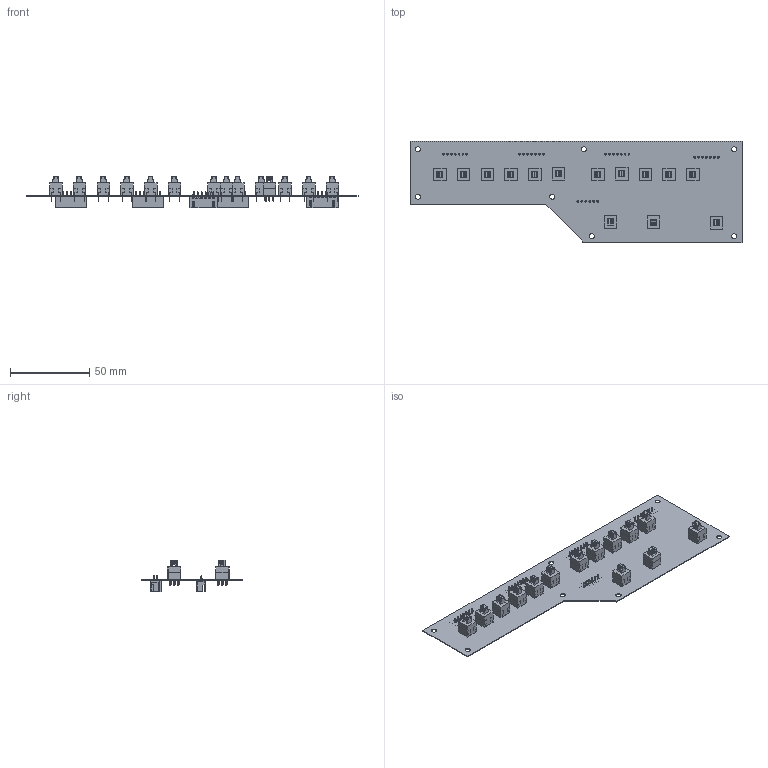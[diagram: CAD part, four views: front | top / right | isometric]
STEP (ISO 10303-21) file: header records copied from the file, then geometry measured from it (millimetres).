
FILE_DESCRIPTION(('Open CASCADE Model'),'2;1');
FILE_NAME('Open CASCADE Shape Model','2020-06-24T17:54:40',('Author'),( 'Open CASCADE'),'Open CASCADE STEP processor 6.8','Open CASCADE 6.8' ,'Unknown');
FILE_SCHEMA(('AUTOMOTIVE_DESIGN { 1 0 10303 214 1 1 1 1 }'));
Length unit declared in the file: millimetre
Products named in the file (28): PCB; Board; J7; User_Library-B7B-XH-A; J10; S1; MSwitch; sw; SW1; PIN; S4; S7; S9; S12; S14; J8; S3; S5; S8; S11; S13; J9; S2; S6; J11; User_Library-jst-b6b-xh-a; S10
Assembly tree (48 placements, depth 4):
  PCB
    Board
    J7
      User_Library-B7B-XH-A
    J10
      User_Library-B7B-XH-A
    S1
      MSwitch
        MSwitch
        sw
        SW1
        PIN  x6
    S4
      MSwitch
        MSwitch
        sw
        SW1
        PIN  x6
    S7
      MSwitch
        MSwitch
        sw
        SW1
        PIN  x6
    S9
      MSwitch
        MSwitch
        sw
        SW1
        PIN  x6
    S12
      MSwitch
        MSwitch
        sw
        SW1
        PIN  x6
    S14
      MSwitch
        MSwitch
        sw
        SW1
        PIN  x6
    J8
      User_Library-B7B-XH-A
    S3
      MSwitch
        MSwitch
        sw
        SW1
        PIN  x6
    S5
      MSwitch
        MSwitch
        sw
        SW1
        PIN  x6
    S8
      MSwitch
        MSwitch
        sw
Bounding box: 210 x 64 x 19.67 mm (x, y, z)
Volume: 12699 mm3; surface area: 39822.6 mm2
Topology: 128 solids, 160 shells, 2967 faces, 7627 edges, 5050 vertices
Faces by surface type: plane 2737, cylinder 230
Full cylindrical faces by diameter (mm): 0.6 x84, 0.9 x6, 1.2 x28, 3.2 x7
Entity records: 22501 total; most frequent: CARTESIAN_POINT 3392, DIRECTION 3273, ORIENTED_EDGE 3232, EDGE_CURVE 1651, LINE 1351, VECTOR 1351, VERTEX_POINT 1080, AXIS2_PLACEMENT_3D 961
